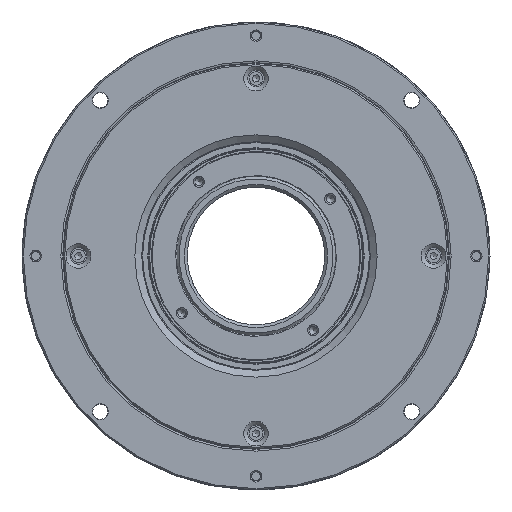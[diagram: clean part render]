
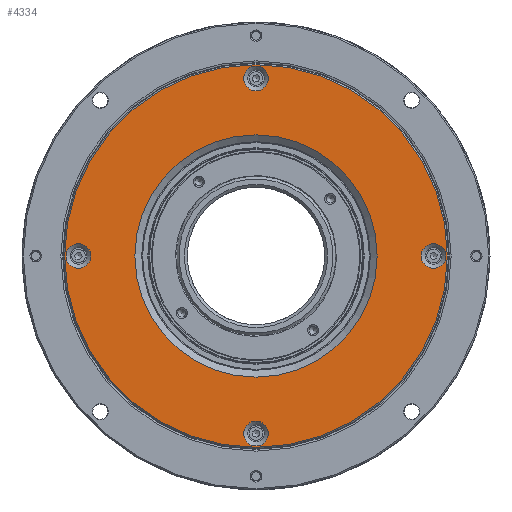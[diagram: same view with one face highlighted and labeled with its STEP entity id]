
A CAD part, front view. The second image highlights one B-rep face of the part: STEP entity #4334.
In plain terms, the highlighted planar face has unit normal (0, -1, 0).
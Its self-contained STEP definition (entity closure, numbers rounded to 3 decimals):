
#199=FACE_BOUND($,#660,.T.);
#200=FACE_BOUND($,#661,.T.);
#201=FACE_BOUND($,#662,.T.);
#202=FACE_BOUND($,#663,.T.);
#203=FACE_BOUND($,#664,.T.);
#204=FACE_BOUND($,#665,.T.);
#660=EDGE_LOOP($,(#3157));
#661=EDGE_LOOP($,(#3158));
#662=EDGE_LOOP($,(#3159));
#663=EDGE_LOOP($,(#3160));
#664=EDGE_LOOP($,(#3161));
#665=EDGE_LOOP($,(#3162));
#1630=CIRCLE($,#4676,69.5);
#1631=CIRCLE($,#4678,4.5);
#1632=CIRCLE($,#4679,4.5);
#1633=CIRCLE($,#4680,44.);
#1634=CIRCLE($,#4681,4.5);
#1635=CIRCLE($,#4682,4.5);
#1910=VERTEX_POINT($,#6504);
#1911=VERTEX_POINT($,#6507);
#1912=VERTEX_POINT($,#6509);
#1913=VERTEX_POINT($,#6511);
#1914=VERTEX_POINT($,#6513);
#1915=VERTEX_POINT($,#6515);
#2473=EDGE_CURVE($,#1910,#1910,#1630,.T.);
#2474=EDGE_CURVE($,#1911,#1911,#1631,.T.);
#2475=EDGE_CURVE($,#1912,#1912,#1632,.T.);
#2476=EDGE_CURVE($,#1913,#1913,#1633,.T.);
#2477=EDGE_CURVE($,#1914,#1914,#1634,.T.);
#2478=EDGE_CURVE($,#1915,#1915,#1635,.T.);
#3157=ORIENTED_EDGE($,*,*,#2474,.F.);
#3158=ORIENTED_EDGE($,*,*,#2475,.F.);
#3159=ORIENTED_EDGE($,*,*,#2476,.T.);
#3160=ORIENTED_EDGE($,*,*,#2477,.F.);
#3161=ORIENTED_EDGE($,*,*,#2478,.F.);
#3162=ORIENTED_EDGE($,*,*,#2473,.F.);
#3995=PLANE($,#4677);
#4334=ADVANCED_FACE($,(#199,#200,#201,#202,#203,#204),#3995,.T.);
#4676=AXIS2_PLACEMENT_3D($,#6505,#5254,#5255);
#4677=AXIS2_PLACEMENT_3D($,#6506,#5256,#5257);
#4678=AXIS2_PLACEMENT_3D($,#6508,#5258,#5259);
#4679=AXIS2_PLACEMENT_3D($,#6510,#5260,#5261);
#4680=AXIS2_PLACEMENT_3D($,#6512,#5262,#5263);
#4681=AXIS2_PLACEMENT_3D($,#6514,#5264,#5265);
#4682=AXIS2_PLACEMENT_3D($,#6516,#5266,#5267);
#5254=DIRECTION('center_axis',(0.,1.,0.));
#5255=DIRECTION('ref_axis',(0.,0.,
-1.));
#5256=DIRECTION('center_axis',(0.,-1.,0.));
#5257=DIRECTION('ref_axis',(0.,0.,
1.));
#5258=DIRECTION('center_axis',(0.,-1.,0.));
#5259=DIRECTION('ref_axis',(-1.,0.,0.));
#5260=DIRECTION('center_axis',(0.,-1.,0.));
#5261=DIRECTION('ref_axis',(1.,0.,0.));
#5262=DIRECTION('center_axis',(0.,1.,0.));
#5263=DIRECTION('ref_axis',(0.,0.,
-1.));
#5264=DIRECTION('center_axis',(0.,-1.,0.));
#5265=DIRECTION('ref_axis',(0.,0.,
-1.));
#5266=DIRECTION('center_axis',(0.,-1.,0.));
#5267=DIRECTION('ref_axis',(0.,0.,
1.));
#6504=CARTESIAN_POINT('',(0.,-0.84,69.5));
#6505=CARTESIAN_POINT('Origin',(0.,-0.84,
0.));
#6506=CARTESIAN_POINT('Origin',(0.,-0.84,
0.));
#6507=CARTESIAN_POINT('',(69.,-0.84,0.));
#6508=CARTESIAN_POINT('Origin',(64.5,-0.84,0.));
#6509=CARTESIAN_POINT('',(-69.,-0.84,0.));
#6510=CARTESIAN_POINT('Origin',(-64.5,-0.84,0.));
#6511=CARTESIAN_POINT('',(0.,-0.84,44.));
#6512=CARTESIAN_POINT('Origin',(0.,-0.84,
0.));
#6513=CARTESIAN_POINT('',(0.,-0.84,69.));
#6514=CARTESIAN_POINT('Origin',(0.,-0.84,
64.5));
#6515=CARTESIAN_POINT('',(0.,-0.84,-69.));
#6516=CARTESIAN_POINT('Origin',(0.,-0.84,
-64.5));
